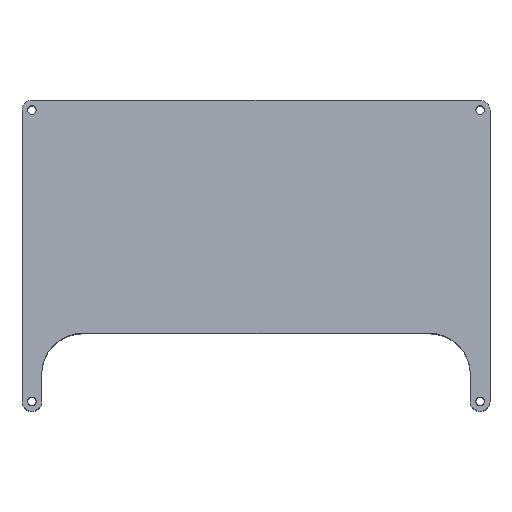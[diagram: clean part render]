
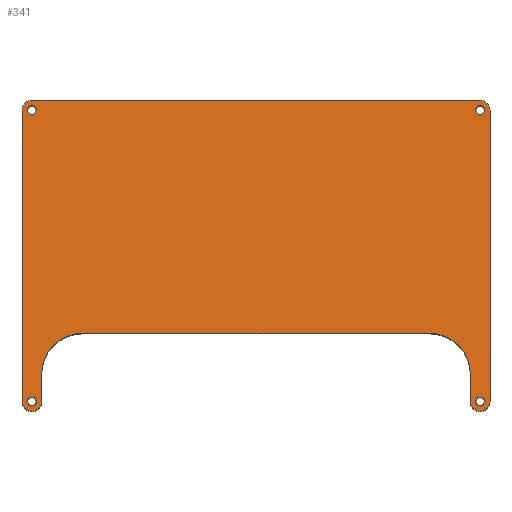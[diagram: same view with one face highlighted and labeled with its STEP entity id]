
A CAD part, top view. The second image highlights one B-rep face of the part: STEP entity #341.
In plain terms, the highlighted planar face has unit normal (0, 0.087, 0.996).
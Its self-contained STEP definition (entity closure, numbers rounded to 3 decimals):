
#15=FACE_BOUND('',#54,.T.);
#16=FACE_BOUND('',#55,.T.);
#17=FACE_BOUND('',#56,.T.);
#18=FACE_BOUND('',#57,.T.);
#25=PLANE('',#377);
#35=FACE_OUTER_BOUND('',#53,.T.);
#53=EDGE_LOOP('',(#247,#248,#249,#250,#251,#252,#253,#254,#255,#256,#257,
#258));
#54=EDGE_LOOP('',(#259));
#55=EDGE_LOOP('',(#260));
#56=EDGE_LOOP('',(#261));
#57=EDGE_LOOP('',(#262));
#79=LINE('',#528,#107);
#83=LINE('',#540,#111);
#84=LINE('',#545,#112);
#85=LINE('',#549,#113);
#86=LINE('',#553,#114);
#87=LINE('',#556,#115);
#107=VECTOR('',#421,10.);
#111=VECTOR('',#433,10.);
#112=VECTOR('',#438,10.);
#113=VECTOR('',#441,10.);
#114=VECTOR('',#444,10.);
#115=VECTOR('',#447,10.);
#132=CIRCLE('',#371,15.);
#134=CIRCLE('',#375,15.);
#135=CIRCLE('',#378,3.6);
#136=CIRCLE('',#379,3.6);
#137=CIRCLE('',#380,3.6);
#138=CIRCLE('',#381,3.6);
#139=CIRCLE('',#382,1.6);
#140=CIRCLE('',#383,1.6);
#141=CIRCLE('',#384,1.6);
#142=CIRCLE('',#385,1.6);
#153=VERTEX_POINT('',#518);
#154=VERTEX_POINT('',#520);
#156=VERTEX_POINT('',#526);
#158=VERTEX_POINT('',#532);
#160=VERTEX_POINT('',#538);
#161=VERTEX_POINT('',#542);
#162=VERTEX_POINT('',#544);
#163=VERTEX_POINT('',#546);
#164=VERTEX_POINT('',#548);
#165=VERTEX_POINT('',#550);
#166=VERTEX_POINT('',#552);
#167=VERTEX_POINT('',#554);
#168=VERTEX_POINT('',#557);
#169=VERTEX_POINT('',#559);
#170=VERTEX_POINT('',#561);
#171=VERTEX_POINT('',#563);
#185=EDGE_CURVE('',#153,#154,#132,.T.);
#189=EDGE_CURVE('',#153,#156,#79,.F.);
#192=EDGE_CURVE('',#158,#156,#134,.T.);
#195=EDGE_CURVE('',#158,#160,#83,.T.);
#196=EDGE_CURVE('',#160,#161,#135,.T.);
#197=EDGE_CURVE('',#161,#162,#84,.T.);
#198=EDGE_CURVE('',#162,#163,#136,.T.);
#199=EDGE_CURVE('',#163,#164,#85,.T.);
#200=EDGE_CURVE('',#164,#165,#137,.T.);
#201=EDGE_CURVE('',#165,#166,#86,.T.);
#202=EDGE_CURVE('',#166,#167,#138,.T.);
#203=EDGE_CURVE('',#167,#154,#87,.T.);
#204=EDGE_CURVE('',#168,#168,#139,.T.);
#205=EDGE_CURVE('',#169,#169,#140,.T.);
#206=EDGE_CURVE('',#170,#170,#141,.T.);
#207=EDGE_CURVE('',#171,#171,#142,.T.);
#247=ORIENTED_EDGE('',*,*,#195,.T.);
#248=ORIENTED_EDGE('',*,*,#196,.T.);
#249=ORIENTED_EDGE('',*,*,#197,.T.);
#250=ORIENTED_EDGE('',*,*,#198,.T.);
#251=ORIENTED_EDGE('',*,*,#199,.T.);
#252=ORIENTED_EDGE('',*,*,#200,.T.);
#253=ORIENTED_EDGE('',*,*,#201,.T.);
#254=ORIENTED_EDGE('',*,*,#202,.T.);
#255=ORIENTED_EDGE('',*,*,#203,.T.);
#256=ORIENTED_EDGE('',*,*,#185,.F.);
#257=ORIENTED_EDGE('',*,*,#189,.T.);
#258=ORIENTED_EDGE('',*,*,#192,.F.);
#259=ORIENTED_EDGE('',*,*,#204,.T.);
#260=ORIENTED_EDGE('',*,*,#205,.T.);
#261=ORIENTED_EDGE('',*,*,#206,.T.);
#262=ORIENTED_EDGE('',*,*,#207,.T.);
#341=ADVANCED_FACE('',(#35,#15,#16,#17,#18),#25,.T.);
#371=AXIS2_PLACEMENT_3D('',#521,#414,#415);
#375=AXIS2_PLACEMENT_3D('',#534,#427,#428);
#377=AXIS2_PLACEMENT_3D('',#541,#434,#435);
#378=AXIS2_PLACEMENT_3D('',#543,#436,#437);
#379=AXIS2_PLACEMENT_3D('',#547,#439,#440);
#380=AXIS2_PLACEMENT_3D('',#551,#442,#443);
#381=AXIS2_PLACEMENT_3D('',#555,#445,#446);
#382=AXIS2_PLACEMENT_3D('',#558,#448,#449);
#383=AXIS2_PLACEMENT_3D('',#560,#450,#451);
#384=AXIS2_PLACEMENT_3D('',#562,#452,#453);
#385=AXIS2_PLACEMENT_3D('',#564,#454,#455);
#414=DIRECTION('center_axis',(0.,0.087,0.996));
#415=DIRECTION('ref_axis',(-0.707,0.704,-0.062));
#421=DIRECTION('',(-1.,0.,0.));
#427=DIRECTION('center_axis',(0.,0.087,0.996));
#428=DIRECTION('ref_axis',(0.707,0.704,-0.062));
#433=DIRECTION('',(0.,-0.996,0.087));
#434=DIRECTION('center_axis',(0.,0.087,0.996));
#435=DIRECTION('ref_axis',(-1.,0.,0.));
#436=DIRECTION('center_axis',(0.,0.087,0.996));
#437=DIRECTION('ref_axis',(-1.,0.,0.));
#438=DIRECTION('',(0.,0.996,-0.087));
#439=DIRECTION('center_axis',(0.,0.087,0.996));
#440=DIRECTION('ref_axis',(-1.,0.,0.));
#441=DIRECTION('',(-1.,0.,0.));
#442=DIRECTION('center_axis',(0.,0.087,0.996));
#443=DIRECTION('ref_axis',(-1.,0.,0.));
#444=DIRECTION('',(0.,-0.996,0.087));
#445=DIRECTION('center_axis',(0.,0.087,0.996));
#446=DIRECTION('ref_axis',(-1.,0.,0.));
#447=DIRECTION('',(0.,0.996,-0.087));
#448=DIRECTION('center_axis',(0.,-0.087,-0.996));
#449=DIRECTION('ref_axis',(-1.,0.,0.));
#450=DIRECTION('center_axis',(0.,-0.087,-0.996));
#451=DIRECTION('ref_axis',(-1.,0.,0.));
#452=DIRECTION('center_axis',(0.,-0.087,-0.996));
#453=DIRECTION('ref_axis',(-1.,0.,0.));
#454=DIRECTION('center_axis',(0.,-0.087,-0.996));
#455=DIRECTION('ref_axis',(-1.,0.,0.));
#518=CARTESIAN_POINT('',(-331.986,57.252,-0.398));
#520=CARTESIAN_POINT('',(-346.986,42.309,0.909));
#521=CARTESIAN_POINT('Origin',(-331.986,42.309,0.909));
#526=CARTESIAN_POINT('',(-205.186,57.252,-0.398));
#528=CARTESIAN_POINT('',(-300.286,57.252,-0.398));
#532=CARTESIAN_POINT('',(-190.186,42.309,0.909));
#534=CARTESIAN_POINT('Origin',(-205.186,42.309,0.909));
#538=CARTESIAN_POINT('',(-190.186,32.347,1.781));
#540=CARTESIAN_POINT('',(-190.186,32.347,1.781));
#541=CARTESIAN_POINT('Origin',(-268.586,85.643,-2.882));
#542=CARTESIAN_POINT('',(-182.986,32.347,1.781));
#543=CARTESIAN_POINT('Origin',(-186.586,32.347,1.781));
#544=CARTESIAN_POINT('',(-182.986,138.922,-7.543));
#545=CARTESIAN_POINT('',(-182.986,32.347,1.781));
#546=CARTESIAN_POINT('',(-186.586,142.526,-7.858));
#547=CARTESIAN_POINT('Origin',(-186.586,138.94,-7.545));
#548=CARTESIAN_POINT('',(-350.586,142.526,-7.858));
#549=CARTESIAN_POINT('',(-186.586,142.526,-7.858));
#550=CARTESIAN_POINT('',(-354.186,138.94,-7.545));
#551=CARTESIAN_POINT('Origin',(-350.586,138.94,-7.545));
#552=CARTESIAN_POINT('',(-354.186,32.364,1.779));
#553=CARTESIAN_POINT('',(-354.186,138.94,-7.545));
#554=CARTESIAN_POINT('',(-346.986,32.347,1.781));
#555=CARTESIAN_POINT('Origin',(-350.586,32.347,1.781));
#556=CARTESIAN_POINT('',(-346.986,32.347,1.781));
#557=CARTESIAN_POINT('',(-184.986,138.94,-7.545));
#558=CARTESIAN_POINT('Origin',(-186.586,138.94,-7.545));
#559=CARTESIAN_POINT('',(-348.986,138.94,-7.545));
#560=CARTESIAN_POINT('Origin',(-350.586,138.94,-7.545));
#561=CARTESIAN_POINT('',(-348.986,32.347,1.781));
#562=CARTESIAN_POINT('Origin',(-350.586,32.347,1.781));
#563=CARTESIAN_POINT('',(-184.986,32.347,1.781));
#564=CARTESIAN_POINT('Origin',(-186.586,32.347,1.781));
